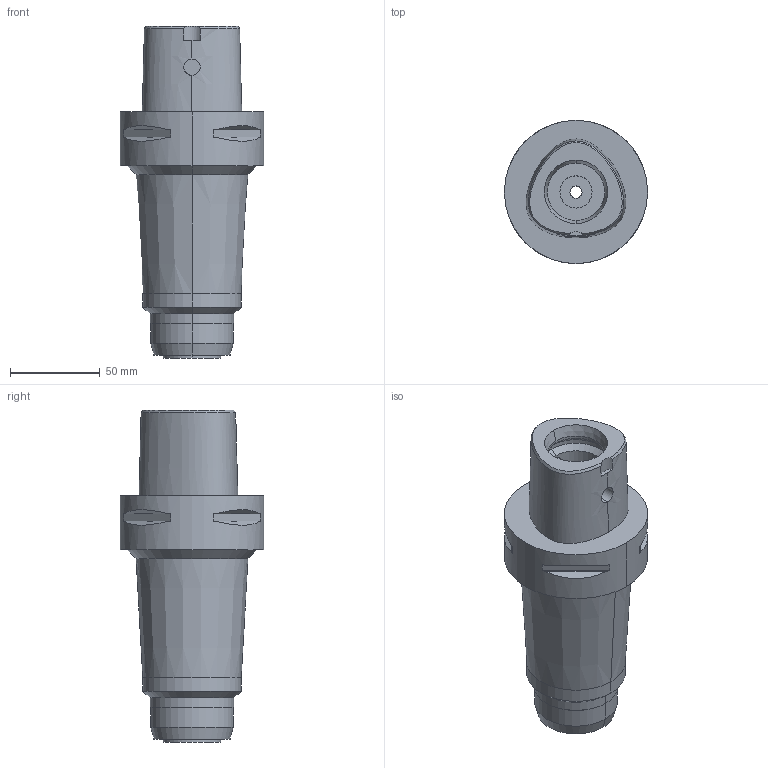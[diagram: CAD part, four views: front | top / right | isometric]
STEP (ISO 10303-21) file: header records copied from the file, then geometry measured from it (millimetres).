
FILE_DESCRIPTION((''),'2;1');
FILE_NAME('C8-MEGA16DS-135','2019-01-23T',('ykawabe'),(''),'CREO PARAMETRIC BY PTC INC, 2016380','CREO PARAMETRIC BY PTC INC, 2016380','');
FILE_SCHEMA(('AUTOMOTIVE_DESIGN { 1 0 10303 214 1 1 1 1 }'));
Length unit declared in the file: millimetre
Products named in the file (1): C8-MEGA16DS-135
Bounding box: 80 x 80 x 185.4 mm (x, y, z)
Volume: 463590.3 mm3; surface area: 53583.7 mm2
Topology: 1 solids, 1 shells, 76 faces, 168 edges, 103 vertices
Faces by surface type: plane 31, cylinder 27, cone 12, bspline 4, torus 2
Entity records: 3844 total; most frequent: CARTESIAN_POINT 1483, DIRECTION 370, ORIENTED_EDGE 336, PRESENTATION_STYLE_ASSIGNMENT 173, STYLED_ITEM 173, CURVE_STYLE 172, EDGE_CURVE 168, AXIS2_PLACEMENT_3D 151
